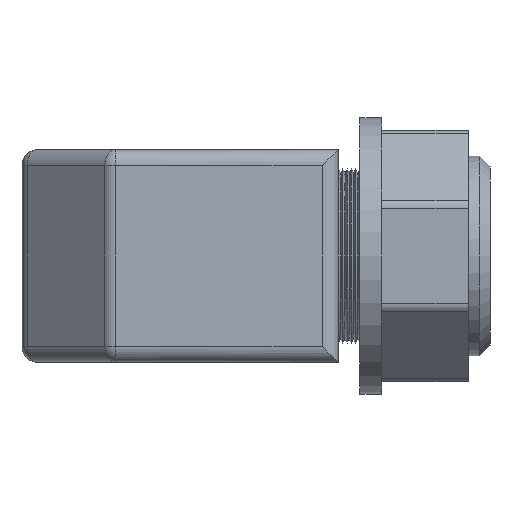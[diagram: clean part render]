
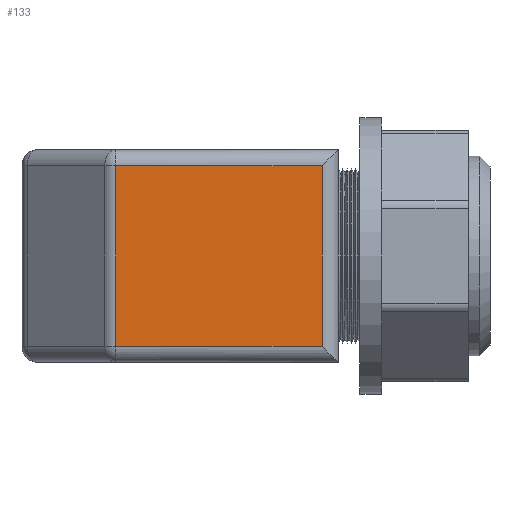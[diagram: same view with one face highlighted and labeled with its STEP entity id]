
A CAD part, left-side view. The second image highlights one B-rep face of the part: STEP entity #133.
In plain terms, the highlighted planar face has unit normal (-1, 0, 0).
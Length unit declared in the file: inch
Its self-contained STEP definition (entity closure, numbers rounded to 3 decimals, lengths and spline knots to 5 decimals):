
#106 = ORIENTED_EDGE ( 'NONE', *, *, #107, .T. ) ;
#107 = EDGE_CURVE ( 'NONE', #111, #108, #2483, .T. ) ;
#108 = VERTEX_POINT ( 'NONE', #2452 ) ;
#109 = VERTEX_POINT ( 'NONE', #2494 ) ;
#110 = EDGE_CURVE ( 'NONE', #109, #111, #2488, .T. ) ;
#111 = VERTEX_POINT ( 'NONE', #2515 ) ;
#116 = EDGE_CURVE ( 'NONE', #108, #117, #2445, .T. ) ;
#117 = VERTEX_POINT ( 'NONE', #2462 ) ;
#124 = ORIENTED_EDGE ( 'NONE', *, *, #125, .T. ) ;
#125 = EDGE_CURVE ( 'NONE', #117, #109, #2493, .T. ) ;
#126 = ORIENTED_EDGE ( 'NONE', *, *, #110, .T. ) ;
#133 = ADVANCED_FACE ( 'NONE', ( #2473 ), #2436, .F. ) ;
#134 = EDGE_LOOP ( 'NONE', ( #126, #106, #137, #124 ) ) ;
#137 = ORIENTED_EDGE ( 'NONE', *, *, #116, .T. ) ;
#2432 = DIRECTION ( 'NONE',  ( 0., 0., -1. ) ) ;
#2433 = DIRECTION ( 'NONE',  ( 1., 0., 0. ) ) ;
#2434 = CARTESIAN_POINT ( 'NONE',  ( -0.51302, 0.714, 0.5 ) ) ;
#2435 = AXIS2_PLACEMENT_3D ( 'NONE', #2434, #2433, #2432 ) ;
#2436 = PLANE ( 'NONE',  #2435 ) ;
#2445 = LINE ( 'NONE', #2480, #2479 ) ;
#2452 = CARTESIAN_POINT ( 'NONE',  ( -0.51302, 1.76044, -0.425 ) ) ;
#2453 = DIRECTION ( 'NONE',  ( 0., 0., -1. ) ) ;
#2454 = VECTOR ( 'NONE', #2453, 39.37008 ) ;
#2462 = CARTESIAN_POINT ( 'NONE',  ( -0.51302, 0.789, -0.425 ) ) ;
#2473 = FACE_OUTER_BOUND ( 'NONE', #134, .T. ) ;
#2478 = DIRECTION ( 'NONE',  ( 0., -1., 0. ) ) ;
#2479 = VECTOR ( 'NONE', #2478, 39.37008 ) ;
#2480 = CARTESIAN_POINT ( 'NONE',  ( -0.51302, 0.714, -0.425 ) ) ;
#2482 = CARTESIAN_POINT ( 'NONE',  ( -0.51302, 1.76044, 0.5 ) ) ;
#2483 = LINE ( 'NONE', #2482, #2454 ) ;
#2485 = DIRECTION ( 'NONE',  ( 0., 1., 0. ) ) ;
#2486 = VECTOR ( 'NONE', #2485, 39.37008 ) ;
#2487 = CARTESIAN_POINT ( 'NONE',  ( -0.51302, 1.78978, 0.425 ) ) ;
#2488 = LINE ( 'NONE', #2487, #2486 ) ;
#2490 = DIRECTION ( 'NONE',  ( 0., 0., 1. ) ) ;
#2491 = VECTOR ( 'NONE', #2490, 39.37008 ) ;
#2492 = CARTESIAN_POINT ( 'NONE',  ( -0.51302, 0.789, 0.5 ) ) ;
#2493 = LINE ( 'NONE', #2492, #2491 ) ;
#2494 = CARTESIAN_POINT ( 'NONE',  ( -0.51302, 0.789, 0.425 ) ) ;
#2515 = CARTESIAN_POINT ( 'NONE',  ( -0.51302, 1.76044, 0.425 ) ) ;
